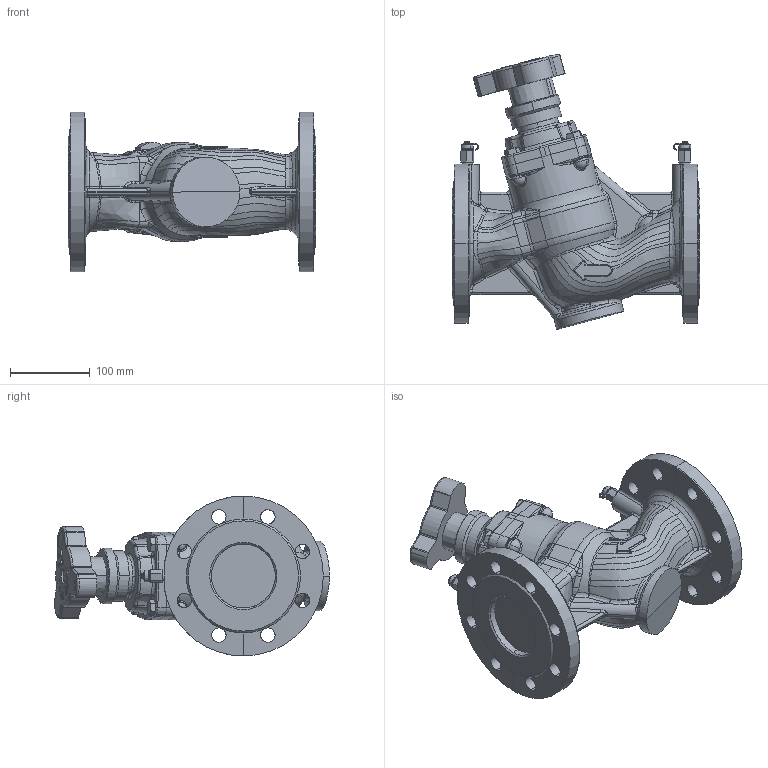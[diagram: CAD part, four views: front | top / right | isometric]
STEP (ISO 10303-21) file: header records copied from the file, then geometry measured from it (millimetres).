
FILE_DESCRIPTION(('CATIA V5 STEP Exchange','CAx-IF Rec.Pracs.--- Model Styling and Organization---1.4--- 2014-01-23','CAx-IF Rec.Pracs.---3D Tessellated Data Validation Properties---0.5---2014-09-14'),'2;1');
FILE_NAME('STEP_130082_-_TST.stp','2021-04-23T11:50:53+00:00',('none'),('none'),'CATIA Version 5-6 Release 2019 SP3','CATIA V5 STEP AP242 v1','none');
FILE_SCHEMA(('AP242_MANAGED_MODEL_BASED_3D_ENGINEERING_MIM_LF {1 0 10303 442 1 1 4}'));
Products named in the file (1): 130082
Bounding box: 310 x 344.15 x 200 mm (x, y, z)
Volume: 4858650.3 mm3; surface area: 337510.2 mm2
Topology: 3 solids, 3 shells, 1409 faces, 3838 edges, 2415 vertices
Faces by surface type: bspline 538, plane 330, cylinder 265, cone 133, torus 104, sphere 39
Entity records: 65377 total; most frequent: CARTESIAN_POINT 38843, ORIENTED_EDGE 7570, EDGE_CURVE 3785, DIRECTION 2547, VERTEX_POINT 2415, B_SPLINE_CURVE_WITH_KNOTS 1633, EDGE_LOOP 1476, ADVANCED_FACE 1408
